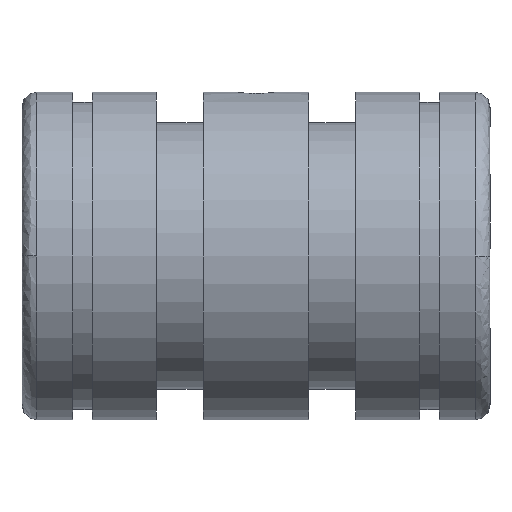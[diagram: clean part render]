
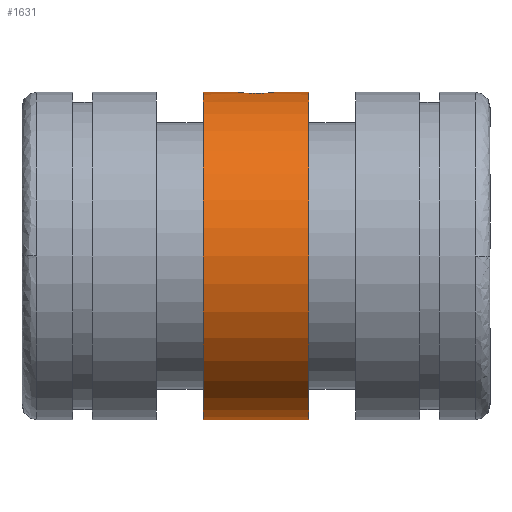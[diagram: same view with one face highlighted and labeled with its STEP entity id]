
A CAD part, left-side view. The second image highlights one B-rep face of the part: STEP entity #1631.
In plain terms, the highlighted cylindrical face has radius 11.113 mm (diameter 22.225 mm), a partial arc.
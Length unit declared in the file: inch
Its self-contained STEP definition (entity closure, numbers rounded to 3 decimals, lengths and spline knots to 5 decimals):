
#18 = EDGE_CURVE ( 'NONE', #1680, #102, #3262, .T. ) ;
#83 = CARTESIAN_POINT ( 'NONE',  ( 0., 0.05472, 0.4375 ) ) ;
#102 = VERTEX_POINT ( 'NONE', #6063 ) ;
#474 = CARTESIAN_POINT ( 'NONE',  ( 0., 0., 0. ) ) ;
#501 = EDGE_CURVE ( 'NONE', #6001, #5289, #3429, .T. ) ;
#751 = VERTEX_POINT ( 'NONE', #2400 ) ;
#777 = DIRECTION ( 'NONE',  ( 0., -1., 0. ) ) ;
#788 = AXIS2_PLACEMENT_3D ( 'NONE', #3481, #777, #5554 ) ;
#917 = DIRECTION ( 'NONE',  ( 0., 1., 0. ) ) ;
#926 = AXIS2_PLACEMENT_3D ( 'NONE', #6797, #917, #988 ) ;
#978 = DIRECTION ( 'NONE',  ( 0., -1., 0. ) ) ;
#988 = DIRECTION ( 'NONE',  ( 0., 0., -1. ) ) ;
#1201 = CARTESIAN_POINT ( 'NONE',  ( -0.05472, 0., 0.43406 ) ) ;
#1203 = CARTESIAN_POINT ( 'NONE',  ( -0.0412, 0.03619, 0.43556 ) ) ;
#1255 = LINE ( 'NONE', #4693, #6747 ) ;
#1257 = CARTESIAN_POINT ( 'NONE',  ( -0.01421, -0.05297, 0.43728 ) ) ;
#1422 = CARTESIAN_POINT ( 'NONE',  ( 0., -0.14075, -0.4375 ) ) ;
#1455 = ORIENTED_EDGE ( 'NONE', *, *, #18, .T. ) ;
#1613 = DIRECTION ( 'NONE',  ( 0., 0., -1. ) ) ;
#1631 = ADVANCED_FACE ( 'NONE', ( #6014 ), #2093, .T. ) ;
#1680 = VERTEX_POINT ( 'NONE', #6021 ) ;
#1689 = CARTESIAN_POINT ( 'NONE',  ( -0.03358, -0.04381, 0.43624 ) ) ;
#1694 = CARTESIAN_POINT ( 'NONE',  ( 0., 0.14075, -0.4375 ) ) ;
#1757 = CARTESIAN_POINT ( 'NONE',  ( -0.04917, -0.02428, 0.43473 ) ) ;
#1855 = EDGE_CURVE ( 'NONE', #5289, #6774, #1255, .T. ) ;
#2093 = CYLINDRICAL_SURFACE ( 'NONE', #5120, 0.4375 ) ;
#2188 = CARTESIAN_POINT ( 'NONE',  ( -0.00715, 0.05472, 0.4375 ) ) ;
#2215 = CARTESIAN_POINT ( 'NONE',  ( -0.0533, 0.01435, 0.43425 ) ) ;
#2226 = CARTESIAN_POINT ( 'NONE',  ( 0., 0.14075, 0.4375 ) ) ;
#2370 = DIRECTION ( 'NONE',  ( 0., -1., 0. ) ) ;
#2400 = CARTESIAN_POINT ( 'NONE',  ( 0., -0.14075, 0.4375 ) ) ;
#2419 = ORIENTED_EDGE ( 'NONE', *, *, #6402, .T. ) ;
#2740 = CARTESIAN_POINT ( 'NONE',  ( -0.05472, 0.00724, 0.43406 ) ) ;
#2849 = VECTOR ( 'NONE', #978, 39.37008 ) ;
#2859 = CARTESIAN_POINT ( 'NONE',  ( 0., -0.05472, 0.4375 ) ) ;
#3133 = CARTESIAN_POINT ( 'NONE',  ( 0., 0., 0.4375 ) ) ;
#3141 = VERTEX_POINT ( 'NONE', #5735 ) ;
#3262 = B_SPLINE_CURVE_WITH_KNOTS ( 'NONE', 3,
 ( #4375, #2740, #2215, #3345, #4417, #3317, #1203, #5414, #4940, #3858, #2188, #83 ),
 .UNSPECIFIED., .F., .F.,
 ( 4, 2, 2, 2, 2, 4 ),
 ( 0.00435, 0.00489, 0.00516, 0.00544, 0.00598, 0.00652 ),
 .UNSPECIFIED. ) ;
#3317 = CARTESIAN_POINT ( 'NONE',  ( -0.04352, 0.03338, 0.43534 ) ) ;
#3345 = CARTESIAN_POINT ( 'NONE',  ( -0.04917, 0.02429, 0.43473 ) ) ;
#3376 = CARTESIAN_POINT ( 'NONE',  ( 0., 0., 0.4375 ) ) ;
#3382 = CARTESIAN_POINT ( 'NONE',  ( -0.04124, -0.03616, 0.43556 ) ) ;
#3429 = CIRCLE ( 'NONE', #788, 0.4375 ) ;
#3481 = CARTESIAN_POINT ( 'NONE',  ( 0., 0.14075, 0. ) ) ;
#3540 = B_SPLINE_CURVE_WITH_KNOTS ( 'NONE', 3,
 ( #2859, #5962, #6539, #1257, #3877, #4962, #1689, #3382, #4416, #4987, #1757, #4916, #5506, #1201 ),
 .UNSPECIFIED., .F., .F.,
 ( 4, 2, 2, 2, 2, 2, 4 ),
 ( 0.00218, 0.00245, 0.00272, 0.00326, 0.00353, 0.00381, 0.00435 ),
 .UNSPECIFIED. ) ;
#3858 = CARTESIAN_POINT ( 'NONE',  ( -0.01436, 0.05329, 0.43731 ) ) ;
#3877 = CARTESIAN_POINT ( 'NONE',  ( -0.01763, -0.05193, 0.43716 ) ) ;
#3951 = CIRCLE ( 'NONE', #926, 0.4375 ) ;
#4110 = EDGE_CURVE ( 'NONE', #3141, #751, #5504, .T. ) ;
#4145 = ORIENTED_EDGE ( 'NONE', *, *, #501, .T. ) ;
#4253 = DIRECTION ( 'NONE',  ( 0., -1., 0. ) ) ;
#4375 = CARTESIAN_POINT ( 'NONE',  ( -0.05472, 0., 0.43406 ) ) ;
#4416 = CARTESIAN_POINT ( 'NONE',  ( -0.0435, -0.0334, 0.43534 ) ) ;
#4417 = CARTESIAN_POINT ( 'NONE',  ( -0.04749, 0.02743, 0.43492 ) ) ;
#4570 = LINE ( 'NONE', #3376, #6382 ) ;
#4676 = DIRECTION ( 'NONE',  ( 0., -1., 0. ) ) ;
#4693 = CARTESIAN_POINT ( 'NONE',  ( 0., 0., -0.4375 ) ) ;
#4805 = EDGE_CURVE ( 'NONE', #6001, #102, #4570, .T. ) ;
#4916 = CARTESIAN_POINT ( 'NONE',  ( -0.05329, -0.01435, 0.43425 ) ) ;
#4940 = CARTESIAN_POINT ( 'NONE',  ( -0.02753, 0.04783, 0.43668 ) ) ;
#4949 = ORIENTED_EDGE ( 'NONE', *, *, #4805, .F. ) ;
#4962 = CARTESIAN_POINT ( 'NONE',  ( -0.02756, -0.04782, 0.43668 ) ) ;
#4987 = CARTESIAN_POINT ( 'NONE',  ( -0.04746, -0.02748, 0.43492 ) ) ;
#5120 = AXIS2_PLACEMENT_3D ( 'NONE', #474, #4253, #1613 ) ;
#5130 = ORIENTED_EDGE ( 'NONE', *, *, #4110, .F. ) ;
#5289 = VERTEX_POINT ( 'NONE', #1694 ) ;
#5370 = ORIENTED_EDGE ( 'NONE', *, *, #1855, .T. ) ;
#5414 = CARTESIAN_POINT ( 'NONE',  ( -0.03363, 0.04375, 0.43623 ) ) ;
#5504 = LINE ( 'NONE', #3133, #2849 ) ;
#5506 = CARTESIAN_POINT ( 'NONE',  ( -0.05472, -0.00723, 0.43406 ) ) ;
#5554 = DIRECTION ( 'NONE',  ( 0., 0., -1. ) ) ;
#5735 = CARTESIAN_POINT ( 'NONE',  ( 0., -0.05472, 0.4375 ) ) ;
#5962 = CARTESIAN_POINT ( 'NONE',  ( -0.00357, -0.05472, 0.4375 ) ) ;
#5982 = EDGE_LOOP ( 'NONE', ( #4949, #4145, #5370, #2419, #5130, #6205, #1455 ) ) ;
#6001 = VERTEX_POINT ( 'NONE', #2226 ) ;
#6014 = FACE_OUTER_BOUND ( 'NONE', #5982, .T. ) ;
#6021 = CARTESIAN_POINT ( 'NONE',  ( -0.05472, 0., 0.43406 ) ) ;
#6063 = CARTESIAN_POINT ( 'NONE',  ( 0., 0.05472, 0.4375 ) ) ;
#6205 = ORIENTED_EDGE ( 'NONE', *, *, #6635, .T. ) ;
#6382 = VECTOR ( 'NONE', #2370, 39.37008 ) ;
#6402 = EDGE_CURVE ( 'NONE', #6774, #751, #3951, .T. ) ;
#6539 = CARTESIAN_POINT ( 'NONE',  ( -0.0072, -0.05437, 0.43745 ) ) ;
#6635 = EDGE_CURVE ( 'NONE', #3141, #1680, #3540, .T. ) ;
#6747 = VECTOR ( 'NONE', #4676, 39.37008 ) ;
#6774 = VERTEX_POINT ( 'NONE', #1422 ) ;
#6797 = CARTESIAN_POINT ( 'NONE',  ( 0., -0.14075, 0. ) ) ;
